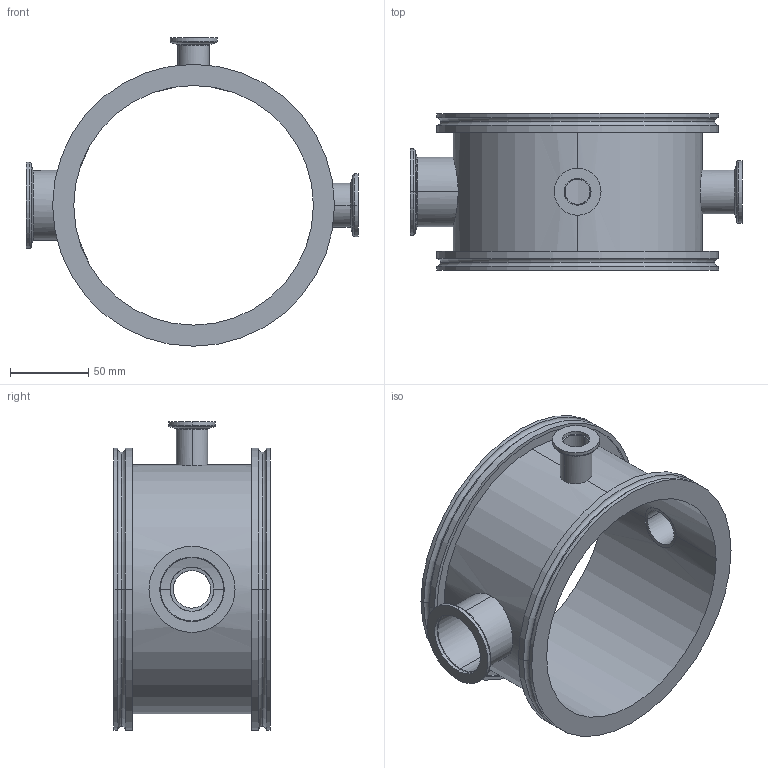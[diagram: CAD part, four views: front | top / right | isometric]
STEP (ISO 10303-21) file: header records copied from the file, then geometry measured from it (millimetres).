
FILE_DESCRIPTION (( 'STEP AP214' ), '1' );
FILE_NAME ('320RKM160.stp', '2017-06-01T08:43:03', ( '' ), ( '' ), 'SwSTEP 2.0', 'SolidWorks 2015', '' );
FILE_SCHEMA (( 'AUTOMOTIVE_DESIGN' ));
Length unit declared in the file: millimetre
Products named in the file (1): 320RKM160
Bounding box: 212 x 100 x 197 mm (x, y, z)
Volume: 272568.5 mm3; surface area: 157343.3 mm2
Topology: 4 solids, 4 shells, 100 faces, 217 edges, 130 vertices
Faces by surface type: cylinder 54, torus 26, plane 14, cone 6
Entity records: 5053 total; most frequent: CARTESIAN_POINT 1643, DIRECTION 511, ORIENTED_EDGE 434, AXIS2_PLACEMENT_3D 225, EDGE_CURVE 217, VERTEX_POINT 130, CIRCLE 124, EDGE_LOOP 119
